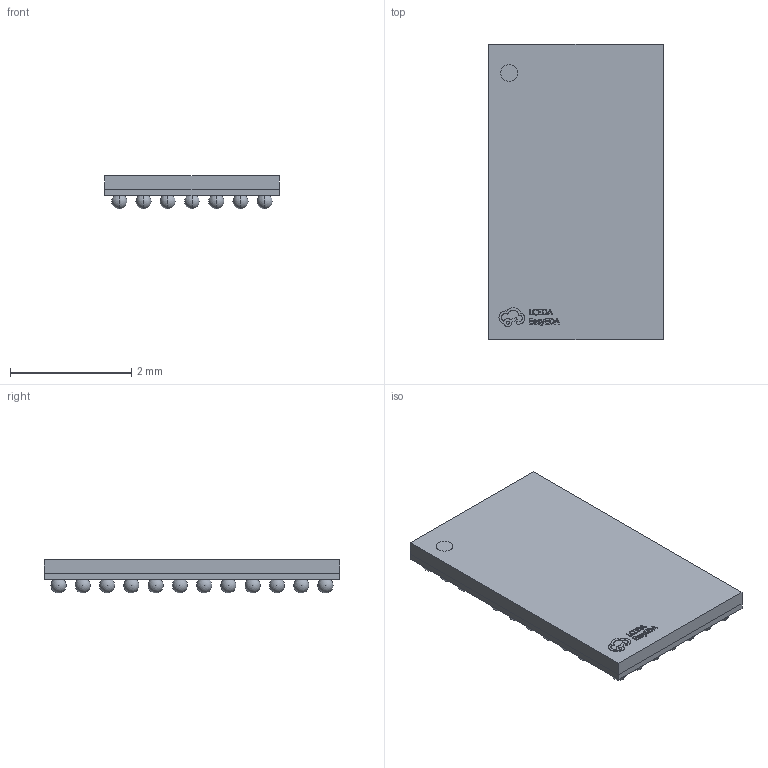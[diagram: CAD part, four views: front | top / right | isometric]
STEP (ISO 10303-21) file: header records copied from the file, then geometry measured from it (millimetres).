
FILE_DESCRIPTION (( 'STEP AP214' ), '1' );
FILE_NAME ('WLBGA-63_L4.8-W2.8-P0.40-BL_CYW43438KUBGT.STEP', '2022-12-22T08:14:53', ( 'PC' ), ( 'Microsoft' ), 'SwSTEP 2.0', 'SolidWorks 2020', '' );
FILE_SCHEMA (( 'AUTOMOTIVE_DESIGN' ));
Length unit declared in the file: millimetre
Products named in the file (1): WLBGA-63_L4.8-W2.8-P0.40-BL_CYW43438KUBGT
Bounding box: 2.87 x 4.87 x 0.56 mm (x, y, z)
Volume: 5.1 mm3; surface area: 70.7 mm2
Topology: 2 solids, 2 shells, 365 faces, 1212 edges, 808 vertices
Faces by surface type: plane 139, sphere 126, bspline 98, cylinder 2
Entity records: 15541 total; most frequent: CARTESIAN_POINT 3188, ORIENTED_EDGE 1794, DIRECTION 1489, EDGE_CURVE 897, VERTEX_POINT 619, AXIS2_PLACEMENT_3D 524, EDGE_LOOP 448, LINE 441
